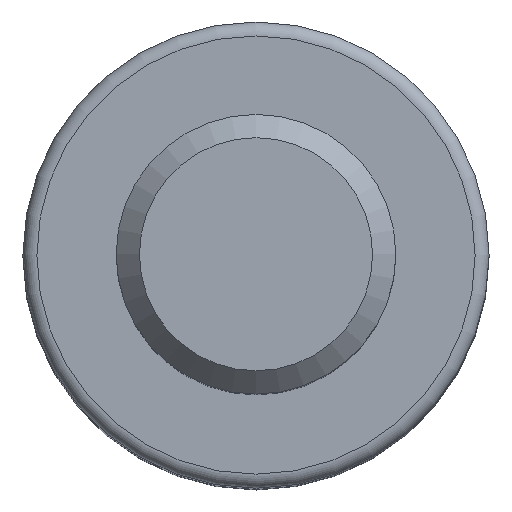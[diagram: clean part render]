
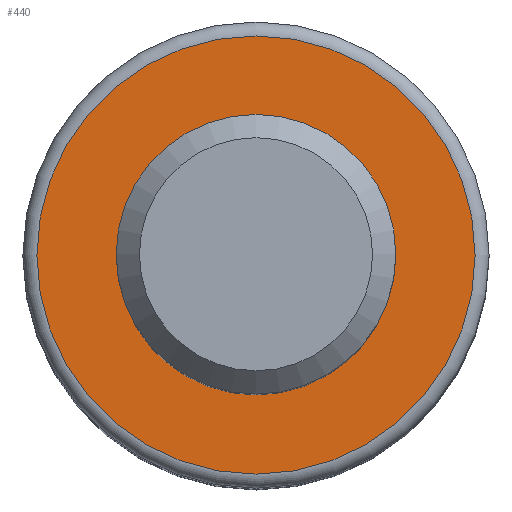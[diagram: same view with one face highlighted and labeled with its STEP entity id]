
A CAD part, top view. The second image highlights one B-rep face of the part: STEP entity #440.
In plain terms, the highlighted planar face has unit normal (0, 0, 1).
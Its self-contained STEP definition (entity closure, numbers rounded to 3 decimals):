
#23=FACE_BOUND('',#116,.T.);
#42=CIRCLE('',#511,4.7);
#44=CIRCLE('',#513,4.7);
#45=CIRCLE('',#515,3.);
#46=CIRCLE('',#516,3.);
#60=PLANE('',#514);
#85=FACE_OUTER_BOUND('',#115,.T.);
#115=EDGE_LOOP('',(#391,#392));
#116=EDGE_LOOP('',(#393,#394));
#217=VERTEX_POINT('',#780);
#218=VERTEX_POINT('',#781);
#219=VERTEX_POINT('',#786);
#220=VERTEX_POINT('',#787);
#275=EDGE_CURVE('',#217,#218,#42,.T.);
#277=EDGE_CURVE('',#218,#217,#44,.T.);
#278=EDGE_CURVE('',#219,#220,#45,.T.);
#279=EDGE_CURVE('',#220,#219,#46,.T.);
#391=ORIENTED_EDGE('',*,*,#275,.F.);
#392=ORIENTED_EDGE('',*,*,#277,.F.);
#393=ORIENTED_EDGE('',*,*,#278,.T.);
#394=ORIENTED_EDGE('',*,*,#279,.T.);
#440=ADVANCED_FACE('',(#85,#23),#60,.T.);
#511=AXIS2_PLACEMENT_3D('',#782,#646,#647);
#513=AXIS2_PLACEMENT_3D('',#784,#650,#651);
#514=AXIS2_PLACEMENT_3D('',#785,#652,#653);
#515=AXIS2_PLACEMENT_3D('',#788,#654,#655);
#516=AXIS2_PLACEMENT_3D('',#789,#656,#657);
#646=DIRECTION('center_axis',(0.,0.,-1.));
#647=DIRECTION('ref_axis',(-1.,0.,0.));
#650=DIRECTION('center_axis',(0.,0.,-1.));
#651=DIRECTION('ref_axis',(-1.,0.,0.));
#652=DIRECTION('center_axis',(0.,0.,1.));
#653=DIRECTION('ref_axis',(1.,0.,0.));
#654=DIRECTION('center_axis',(0.,0.,-1.));
#655=DIRECTION('ref_axis',(1.,0.,0.));
#656=DIRECTION('center_axis',(0.,0.,-1.));
#657=DIRECTION('ref_axis',(1.,0.,0.));
#780=CARTESIAN_POINT('',(4.7,0.,11.5));
#781=CARTESIAN_POINT('',(-4.7,0.,11.5));
#782=CARTESIAN_POINT('Origin',(0.,0.,11.5));
#784=CARTESIAN_POINT('Origin',(0.,0.,11.5));
#785=CARTESIAN_POINT('Origin',(0.,0.,
11.5));
#786=CARTESIAN_POINT('',(3.,0.,11.5));
#787=CARTESIAN_POINT('',(-3.,0.,11.5));
#788=CARTESIAN_POINT('Origin',(0.,0.,11.5));
#789=CARTESIAN_POINT('Origin',(0.,0.,11.5));
